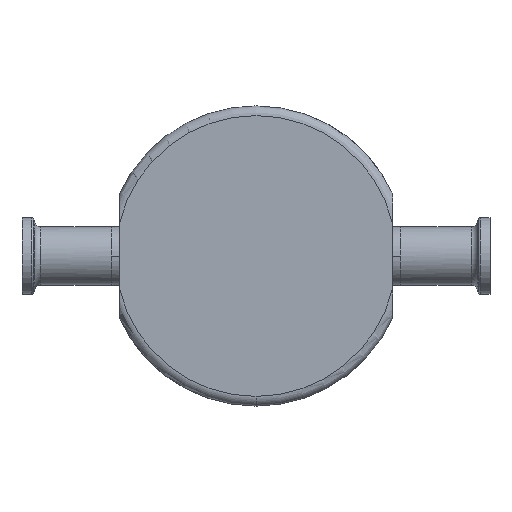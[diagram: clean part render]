
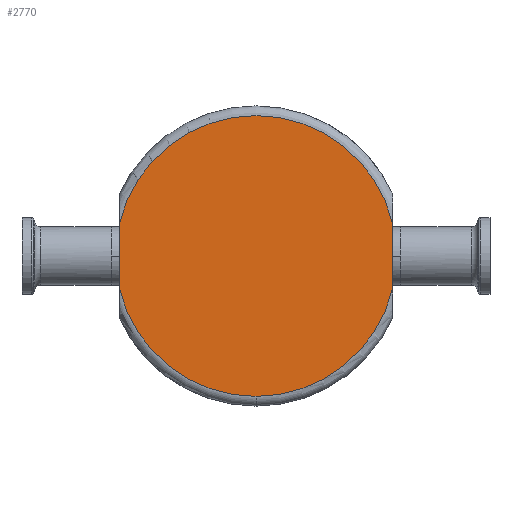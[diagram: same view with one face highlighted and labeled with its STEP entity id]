
A CAD part, front view. The second image highlights one B-rep face of the part: STEP entity #2770.
In plain terms, the highlighted planar face has unit normal (0, -1, 0).
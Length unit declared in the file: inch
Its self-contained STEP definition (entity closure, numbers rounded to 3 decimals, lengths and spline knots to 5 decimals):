
#21 = AXIS2_PLACEMENT_3D ( 'NONE', #880, #1684, #559 ) ;
#136 = DIRECTION ( 'NONE',  ( 0., 0., 1. ) ) ;
#219 = DIRECTION ( 'NONE',  ( 0., -1., 0. ) ) ;
#401 = AXIS2_PLACEMENT_3D ( 'NONE', #3014, #219, #2704 ) ;
#524 = CARTESIAN_POINT ( 'NONE',  ( -1.75, 0., -0.42131 ) ) ;
#559 = DIRECTION ( 'NONE',  ( 0., 0., -1. ) ) ;
#578 = CARTESIAN_POINT ( 'NONE',  ( -1.75, 0., 0.42131 ) ) ;
#598 = DIRECTION ( 'NONE',  ( 0., -1., 0. ) ) ;
#608 = ORIENTED_EDGE ( 'NONE', *, *, #2565, .T. ) ;
#641 = LINE ( 'NONE', #2680, #3188 ) ;
#703 = PLANE ( 'NONE',  #2709 ) ;
#880 = CARTESIAN_POINT ( 'NONE',  ( 0., 0., 0. ) ) ;
#1013 = DIRECTION ( 'NONE',  ( 0., 0., 1. ) ) ;
#1236 = VECTOR ( 'NONE', #1013, 39.37008 ) ;
#1247 = AXIS2_PLACEMENT_3D ( 'NONE', #1414, #598, #2486 ) ;
#1284 = DIRECTION ( 'NONE',  ( 0., 0., 1. ) ) ;
#1326 = CARTESIAN_POINT ( 'NONE',  ( 1.75, 0., 0.42131 ) ) ;
#1414 = CARTESIAN_POINT ( 'NONE',  ( 0., 0., 0. ) ) ;
#1604 = VERTEX_POINT ( 'NONE', #3087 ) ;
#1668 = CIRCLE ( 'NONE', #21, 1.8 ) ;
#1684 = DIRECTION ( 'NONE',  ( 0., -1., 0. ) ) ;
#1771 = EDGE_CURVE ( 'NONE', #1604, #3340, #641, .T. ) ;
#1800 = EDGE_CURVE ( 'NONE', #2355, #3202, #2707, .T. ) ;
#1950 = ORIENTED_EDGE ( 'NONE', *, *, #1771, .T. ) ;
#1990 = ORIENTED_EDGE ( 'NONE', *, *, #2347, .T. ) ;
#2146 = ORIENTED_EDGE ( 'NONE', *, *, #2590, .T. ) ;
#2281 = VERTEX_POINT ( 'NONE', #2648 ) ;
#2321 = ORIENTED_EDGE ( 'NONE', *, *, #1800, .F. ) ;
#2344 = DIRECTION ( 'NONE',  ( 0., 1., 0. ) ) ;
#2347 = EDGE_CURVE ( 'NONE', #2281, #1604, #3317, .T. ) ;
#2355 = VERTEX_POINT ( 'NONE', #524 ) ;
#2386 = CIRCLE ( 'NONE', #1247, 1.8 ) ;
#2486 = DIRECTION ( 'NONE',  ( 0., 0., -1. ) ) ;
#2565 = EDGE_CURVE ( 'NONE', #3340, #3202, #2386, .T. ) ;
#2590 = EDGE_CURVE ( 'NONE', #2355, #2281, #1668, .T. ) ;
#2648 = CARTESIAN_POINT ( 'NONE',  ( 0., 0., -1.8 ) ) ;
#2653 = CARTESIAN_POINT ( 'NONE',  ( -1.75, 0., -1.6 ) ) ;
#2680 = CARTESIAN_POINT ( 'NONE',  ( 1.75, 0., -1.6 ) ) ;
#2704 = DIRECTION ( 'NONE',  ( 0., 0., -1. ) ) ;
#2707 = LINE ( 'NONE', #2653, #1236 ) ;
#2709 = AXIS2_PLACEMENT_3D ( 'NONE', #3211, #2344, #136 ) ;
#2770 = ADVANCED_FACE ( 'NONE', ( #2879 ), #703, .F. ) ;
#2879 = FACE_OUTER_BOUND ( 'NONE', #2893, .T. ) ;
#2893 = EDGE_LOOP ( 'NONE', ( #2146, #1990, #1950, #608, #2321 ) ) ;
#3014 = CARTESIAN_POINT ( 'NONE',  ( 0., 0., 0. ) ) ;
#3087 = CARTESIAN_POINT ( 'NONE',  ( 1.75, 0., -0.42131 ) ) ;
#3188 = VECTOR ( 'NONE', #1284, 39.37008 ) ;
#3202 = VERTEX_POINT ( 'NONE', #578 ) ;
#3211 = CARTESIAN_POINT ( 'NONE',  ( 0., 0., 0. ) ) ;
#3317 = CIRCLE ( 'NONE', #401, 1.8 ) ;
#3340 = VERTEX_POINT ( 'NONE', #1326 ) ;
